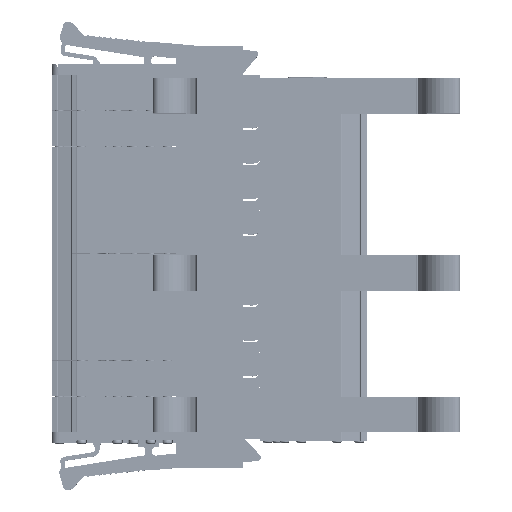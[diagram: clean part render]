
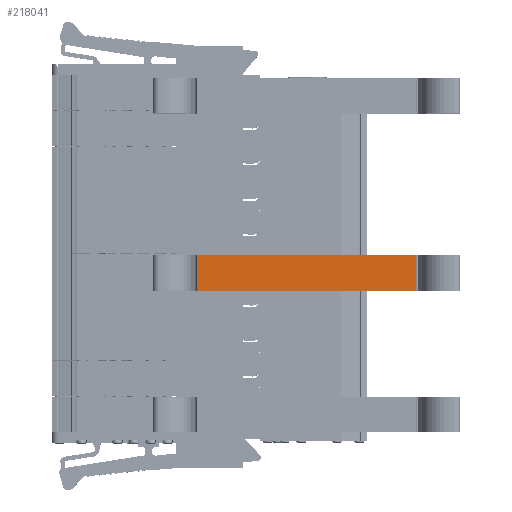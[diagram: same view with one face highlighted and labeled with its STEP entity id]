
A CAD part, top view. The second image highlights one B-rep face of the part: STEP entity #218041.
In plain terms, the highlighted planar face has unit normal (0, 0, 1).
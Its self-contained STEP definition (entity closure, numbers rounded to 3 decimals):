
#15814=LINE('',#315391,#32895);
#15919=LINE('',#315752,#33000);
#18527=LINE('',#322323,#35608);
#18528=LINE('',#322325,#35609);
#32895=VECTOR('',#261431,1000.);
#33000=VECTOR('',#261696,1000.);
#35608=VECTOR('',#267288,1000.);
#35609=VECTOR('',#267291,1000.);
#74172=ORIENTED_EDGE('',*,*,#101647,.F.);
#74173=ORIENTED_EDGE('',*,*,#104969,.F.);
#74174=ORIENTED_EDGE('',*,*,#101807,.T.);
#74175=ORIENTED_EDGE('',*,*,#104970,.T.);
#101647=EDGE_CURVE('',#120236,#120237,#15814,.T.);
#101807=EDGE_CURVE('',#120369,#120368,#15919,.T.);
#104969=EDGE_CURVE('',#120369,#120236,#18527,.T.);
#104970=EDGE_CURVE('',#120368,#120237,#18528,.T.);
#120236=VERTEX_POINT('',#315390);
#120237=VERTEX_POINT('',#315392);
#120368=VERTEX_POINT('',#315751);
#120369=VERTEX_POINT('',#315753);
#135389=EDGE_LOOP('',(#74172,#74173,#74174,#74175));
#144922=FACE_BOUND('',#135389,.T.);
#152074=PLANE('',#230368);
#218041=ADVANCED_FACE('',(#144922),#152074,.T.);
#230368=AXIS2_PLACEMENT_3D('',#322324,#267289,#267290);
#261431=DIRECTION('',(1.,0.,0.));
#261696=DIRECTION('',(1.,0.,0.));
#267288=DIRECTION('',(0.,1.,0.));
#267289=DIRECTION('',(0.,0.,1.));
#267290=DIRECTION('',(1.,0.,0.));
#267291=DIRECTION('',(0.,1.,0.));
#315390=CARTESIAN_POINT('',(7.77,25.136,5.198));
#315391=CARTESIAN_POINT('',(7.77,25.136,5.198));
#315392=CARTESIAN_POINT('',(39.17,25.136,5.198));
#315751=CARTESIAN_POINT('',(39.17,20.056,5.198));
#315752=CARTESIAN_POINT('',(7.77,20.056,5.198));
#315753=CARTESIAN_POINT('',(7.77,20.056,5.198));
#322323=CARTESIAN_POINT('',(7.77,20.056,5.198));
#322324=CARTESIAN_POINT('',(7.77,20.056,5.198));
#322325=CARTESIAN_POINT('',(39.17,20.056,5.198));
